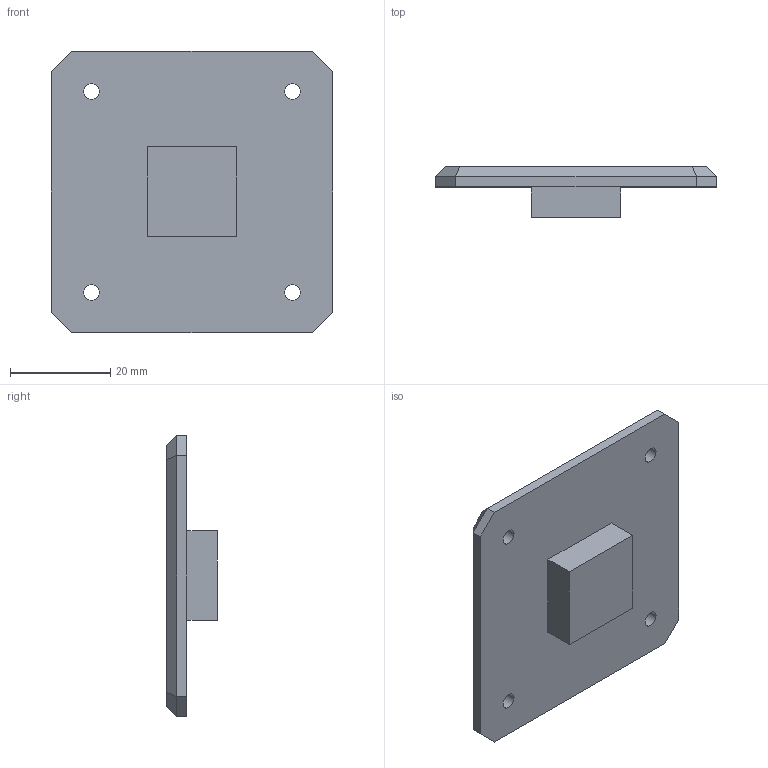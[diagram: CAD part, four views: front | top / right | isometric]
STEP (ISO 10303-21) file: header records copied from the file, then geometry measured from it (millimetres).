
FILE_DESCRIPTION(/* description */ ('Заглушка выхода филамента'),/* implementation_level */ '2;1');
FILE_NAME(/* name */ 'UNIT_Plug.step',/* time_stamp */ '2025-09-27T11:29:15+03:00',/* author */ ('pavlu'),/* organization */ (''),/* preprocessor_version */ 'ST-DEVELOPER v19.2',/* originating_system */ 'Autodesk Inventor 2024',/* authorisation */ '');
FILE_SCHEMA (('AUTOMOTIVE_DESIGN { 1 0 10303 214 3 1 1 }'));
Length unit declared in the file: millimetre
Products named in the file (1): Plug
Bounding box: 56 x 10 x 56 mm (x, y, z)
Volume: 13775.8 mm3; surface area: 8107.1 mm2
Topology: 4 solids, 4 shells, 115 faces, 292 edges, 192 vertices
Faces by surface type: plane 91, bspline 20, cylinder 4
Full cylindrical faces by diameter (mm): 3.1 x4
Entity records: 3612 total; most frequent: CARTESIAN_POINT 876, ORIENTED_EDGE 584, DIRECTION 452, EDGE_CURVE 292, LINE 244, VECTOR 244, VERTEX_POINT 192, EDGE_LOOP 136
